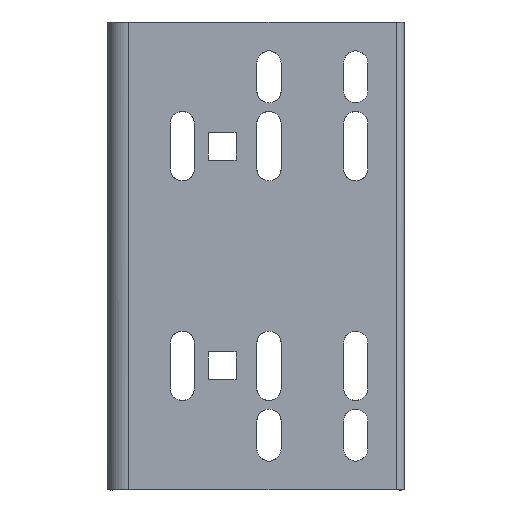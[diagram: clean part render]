
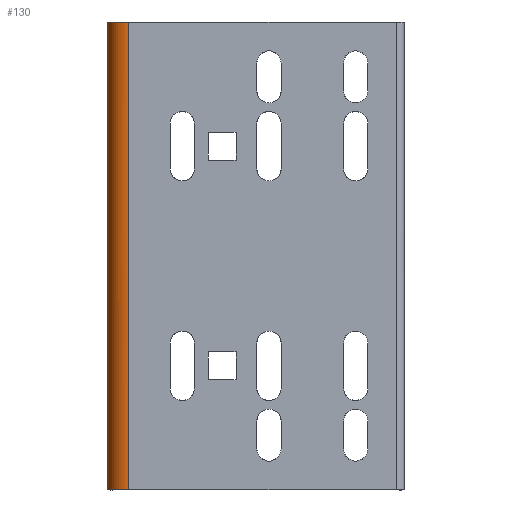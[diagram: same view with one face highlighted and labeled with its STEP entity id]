
A CAD part, left-side view. The second image highlights one B-rep face of the part: STEP entity #130.
In plain terms, the highlighted free-form (B-spline) face has degree [2, 1] with [9, 2] control points.
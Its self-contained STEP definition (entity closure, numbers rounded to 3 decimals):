
#130=ADVANCED_FACE('',(#370),#4325,.T.);
#370=FACE_OUTER_BOUND('',#692,.T.);
#692=EDGE_LOOP('',(#1404,#1405,#1406,#1407));
#1404=ORIENTED_EDGE('',*,*,#2568,.F.);
#1405=ORIENTED_EDGE('',*,*,#2571,.F.);
#1406=ORIENTED_EDGE('',*,*,#2572,.T.);
#1407=ORIENTED_EDGE('',*,*,#2573,.F.);
#2568=EDGE_CURVE('',#4063,#3910,#3612,.T.);
#2571=EDGE_CURVE('',#4062,#4063,#3118,.T.);
#2572=EDGE_CURVE('',#4062,#3911,#3119,.T.);
#2573=EDGE_CURVE('',#3910,#3911,#3120,.T.);
#3118=(
BOUNDED_CURVE()
B_SPLINE_CURVE(2,(#7751,#7752,#7753,#7754,#7755),.UNSPECIFIED.,.F.,.F.)
B_SPLINE_CURVE_WITH_KNOTS((3,2,3),(0.,9.425,18.85),
 .UNSPECIFIED.)
CURVE()
GEOMETRIC_REPRESENTATION_ITEM()
RATIONAL_B_SPLINE_CURVE((1.,0.707,1.,0.707,1.))
REPRESENTATION_ITEM('')
);
#3119=(
BOUNDED_CURVE()
B_SPLINE_CURVE(1,(#7756,#7757),.UNSPECIFIED.,.F.,.F.)
B_SPLINE_CURVE_WITH_KNOTS((2,2),(0.,135.),.UNSPECIFIED.)
CURVE()
GEOMETRIC_REPRESENTATION_ITEM()
RATIONAL_B_SPLINE_CURVE((1.,1.))
REPRESENTATION_ITEM('')
);
#3120=(
BOUNDED_CURVE()
B_SPLINE_CURVE(2,(#7758,#7759,#7760,#7761,#7762),.UNSPECIFIED.,.F.,.F.)
B_SPLINE_CURVE_WITH_KNOTS((3,2,3),(0.,9.425,18.85),
 .UNSPECIFIED.)
CURVE()
GEOMETRIC_REPRESENTATION_ITEM()
RATIONAL_B_SPLINE_CURVE((1.,0.707,1.,0.707,1.))
REPRESENTATION_ITEM('')
);
#3612=B_SPLINE_CURVE_WITH_KNOTS('',1,(#7745,#7746),.UNSPECIFIED.,.F.,.F.,
(2,2),(-135.,0.),.UNSPECIFIED.);
#3910=VERTEX_POINT('',#6844);
#3911=VERTEX_POINT('',#6845);
#4062=VERTEX_POINT('',#6996);
#4063=VERTEX_POINT('',#6997);
#4325=(
BOUNDED_SURFACE()
B_SPLINE_SURFACE(2,1,((#4797,#4798),(#4799,#4800),(#4801,#4802),(#4803,
#4804),(#4805,#4806),(#4807,#4808),(#4809,#4810),(#4811,#4812),(#4813,#4814)),
 .UNSPECIFIED.,.T.,.F.,.F.)
B_SPLINE_SURFACE_WITH_KNOTS((3,2,2,2,3),(2,2),(0.,1.571,3.142,
4.712,6.283),(0.,162.6),.UNSPECIFIED.)
GEOMETRIC_REPRESENTATION_ITEM()
RATIONAL_B_SPLINE_SURFACE(((1.,1.),(0.707,0.707),
(1.,1.),(0.707,0.707),(1.,1.),(0.707,
0.707),(1.,1.),(0.707,0.707),(1.,1.)))
REPRESENTATION_ITEM('')
SURFACE()
);
#4797=CARTESIAN_POINT('',(-244.,73.5,-81.3));
#4798=CARTESIAN_POINT('',(-244.,73.5,81.3));
#4799=CARTESIAN_POINT('',(-238.,73.5,-81.3));
#4800=CARTESIAN_POINT('',(-238.,73.5,81.3));
#4801=CARTESIAN_POINT('',(-238.,79.5,-81.3));
#4802=CARTESIAN_POINT('',(-238.,79.5,81.3));
#4803=CARTESIAN_POINT('',(-238.,85.5,-81.3));
#4804=CARTESIAN_POINT('',(-238.,85.5,81.3));
#4805=CARTESIAN_POINT('',(-244.,85.5,-81.3));
#4806=CARTESIAN_POINT('',(-244.,85.5,81.3));
#4807=CARTESIAN_POINT('',(-250.,85.5,-81.3));
#4808=CARTESIAN_POINT('',(-250.,85.5,81.3));
#4809=CARTESIAN_POINT('',(-250.,79.5,-81.3));
#4810=CARTESIAN_POINT('',(-250.,79.5,81.3));
#4811=CARTESIAN_POINT('',(-250.,73.5,-81.3));
#4812=CARTESIAN_POINT('',(-250.,73.5,81.3));
#4813=CARTESIAN_POINT('',(-244.,73.5,-81.3));
#4814=CARTESIAN_POINT('',(-244.,73.5,81.3));
#6844=CARTESIAN_POINT('',(-238.,79.5,67.5));
#6845=CARTESIAN_POINT('',(-250.,79.5,67.5));
#6996=CARTESIAN_POINT('',(-250.,79.5,-67.5));
#6997=CARTESIAN_POINT('',(-238.,79.5,-67.5));
#7745=CARTESIAN_POINT('',(-238.,79.5,-67.5));
#7746=CARTESIAN_POINT('',(-238.,79.5,67.5));
#7751=CARTESIAN_POINT('',(-250.,79.5,-67.5));
#7752=CARTESIAN_POINT('',(-250.,85.5,-67.5));
#7753=CARTESIAN_POINT('',(-244.,85.5,-67.5));
#7754=CARTESIAN_POINT('',(-238.,85.5,-67.5));
#7755=CARTESIAN_POINT('',(-238.,79.5,-67.5));
#7756=CARTESIAN_POINT('',(-250.,79.5,-67.5));
#7757=CARTESIAN_POINT('',(-250.,79.5,67.5));
#7758=CARTESIAN_POINT('',(-238.,79.5,67.5));
#7759=CARTESIAN_POINT('',(-238.,85.5,67.5));
#7760=CARTESIAN_POINT('',(-244.,85.5,67.5));
#7761=CARTESIAN_POINT('',(-250.,85.5,67.5));
#7762=CARTESIAN_POINT('',(-250.,79.5,67.5));
